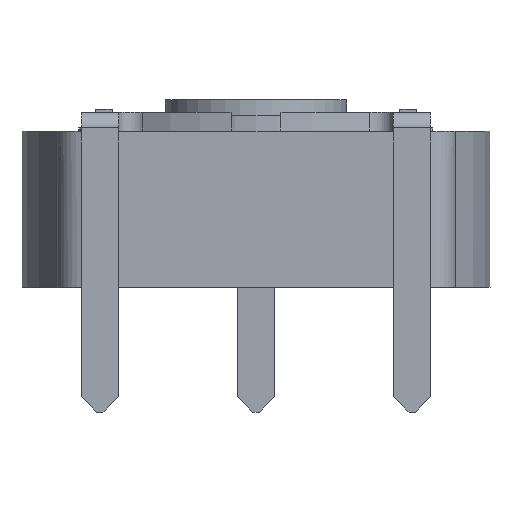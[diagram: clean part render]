
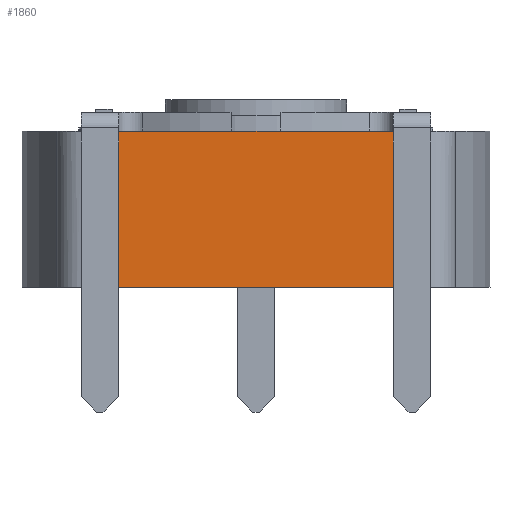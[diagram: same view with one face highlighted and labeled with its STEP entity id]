
A CAD part, front view. The second image highlights one B-rep face of the part: STEP entity #1860.
In plain terms, the highlighted planar face has unit normal (0, -1, 0).
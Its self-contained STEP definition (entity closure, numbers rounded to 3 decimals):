
#933=CARTESIAN_POINT('',(4.4,-7.5,5.0));
#934=VERTEX_POINT('',#933);
#1086=CARTESIAN_POINT('',(-4.4,-7.5,5.0));
#1087=VERTEX_POINT('',#1086);
#1094=CARTESIAN_POINT('',(-5.388,-7.5,5.0));
#1095=DIRECTION('',(1.0,0.0,0.0));
#1096=VECTOR('',#1095,1.0);
#1097=LINE('',#1094,#1096);
#1098=EDGE_CURVE('no 693',#1087,#934,#1097,.T.);
#1588=CARTESIAN_POINT('',(5.388,-7.5,5.0));
#1589=VERTEX_POINT('',#1588);
#1590=CARTESIAN_POINT('',(-5.388,-7.5,5.0));
#1591=DIRECTION('',(1.0,0.0,0.0));
#1592=VECTOR('',#1591,1.0);
#1593=LINE('',#1590,#1592);
#1594=EDGE_CURVE('no 900',#934,#1589,#1593,.T.);
#1665=CARTESIAN_POINT('',(5.388,-7.5,0.0));
#1666=VERTEX_POINT('',#1665);
#1674=CARTESIAN_POINT('',(-5.388,-7.5,0.0));
#1675=VERTEX_POINT('',#1674);
#1676=CARTESIAN_POINT('',(-5.388,-7.5,0.0));
#1677=DIRECTION('',(1.0,0.0,0.0));
#1678=VECTOR('',#1677,1.0);
#1679=LINE('',#1676,#1678);
#1680=EDGE_CURVE('no 77',#1675,#1666,#1679,.T.);
#1807=CARTESIAN_POINT('',(-5.388,-7.5,5.0));
#1808=VERTEX_POINT('',#1807);
#1809=CARTESIAN_POINT('',(-5.388,-7.5,5.0));
#1810=DIRECTION('',(0.0,0.0,-1.0));
#1811=VECTOR('',#1810,1.0);
#1812=LINE('',#1809,#1811);
#1813=EDGE_CURVE('no 109',#1808,#1675,#1812,.T.);
#1837=ORIENTED_EDGE('',*,*,#1680,.T.);
#1838=CARTESIAN_POINT('',(5.388,-7.5,5.0));
#1839=DIRECTION('',(0.0,0.0,-1.0));
#1840=VECTOR('',#1839,1.0);
#1841=LINE('',#1838,#1840);
#1842=EDGE_CURVE('no 108',#1589,#1666,#1841,.T.);
#1843=ORIENTED_EDGE('',*,*,#1842,.F.);
#1844=ORIENTED_EDGE('',*,*,#1594,.F.);
#1845=ORIENTED_EDGE('',*,*,#1098,.F.);
#1846=CARTESIAN_POINT('',(-5.388,-7.5,5.0));
#1847=DIRECTION('',(1.0,0.0,0.0));
#1848=VECTOR('',#1847,1.0);
#1849=LINE('',#1846,#1848);
#1850=EDGE_CURVE('no 7',#1808,#1087,#1849,.T.);
#1851=ORIENTED_EDGE('',*,*,#1850,.F.);
#1852=ORIENTED_EDGE('',*,*,#1813,.T.);
#1853=EDGE_LOOP('',(#1837,#1843,#1844,#1845,#1851,#1852));
#1854=FACE_OUTER_BOUND('',#1853,.T.);
#1855=CARTESIAN_POINT('',(-5.388,-7.5,5.0));
#1856=DIRECTION('',(0.0,1.0,0.0));
#1857=DIRECTION('',(0.0,-0.0,1.0));
#1858=AXIS2_PLACEMENT_3D('',#1855,#1856,#1857);
#1859=PLANE('',#1858);
#1860=ADVANCED_FACE('no 119',(#1854),#1859,.F.);
